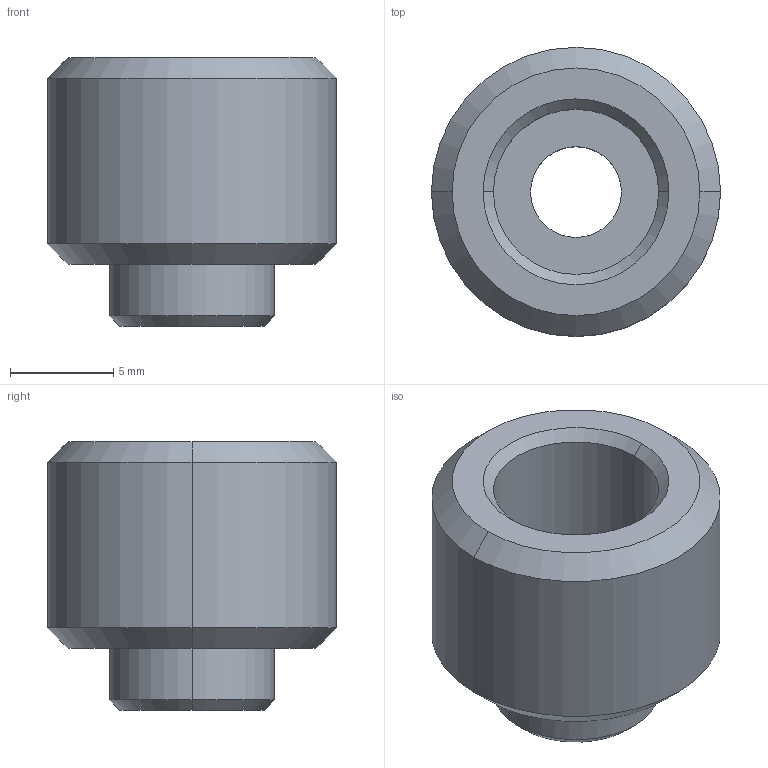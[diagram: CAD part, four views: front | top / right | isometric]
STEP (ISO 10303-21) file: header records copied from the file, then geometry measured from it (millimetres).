
FILE_DESCRIPTION (( 'STEP AP214' ), '1' );
FILE_NAME ('癹弇种.STEP', '2025-04-21T10:55:09', ( 'Windows User' ), ( 'P R C' ), 'SwSTEP 2.0', 'SolidWorks 2020', '' );
FILE_SCHEMA (( 'AUTOMOTIVE_DESIGN' ));
Length unit declared in the file: millimetre
Products named in the file (1): 癹弇种
Bounding box: 14 x 14 x 13 mm (x, y, z)
Volume: 1234 mm3; surface area: 971.4 mm2
Topology: 1 solids, 1 shells, 20 faces, 40 edges, 24 vertices
Faces by surface type: cone 8, cylinder 8, plane 4
Entity records: 562 total; most frequent: DIRECTION 106, CARTESIAN_POINT 85, ORIENTED_EDGE 80, AXIS2_PLACEMENT_3D 45, EDGE_CURVE 40, CIRCLE 24, VERTEX_POINT 24, EDGE_LOOP 24
